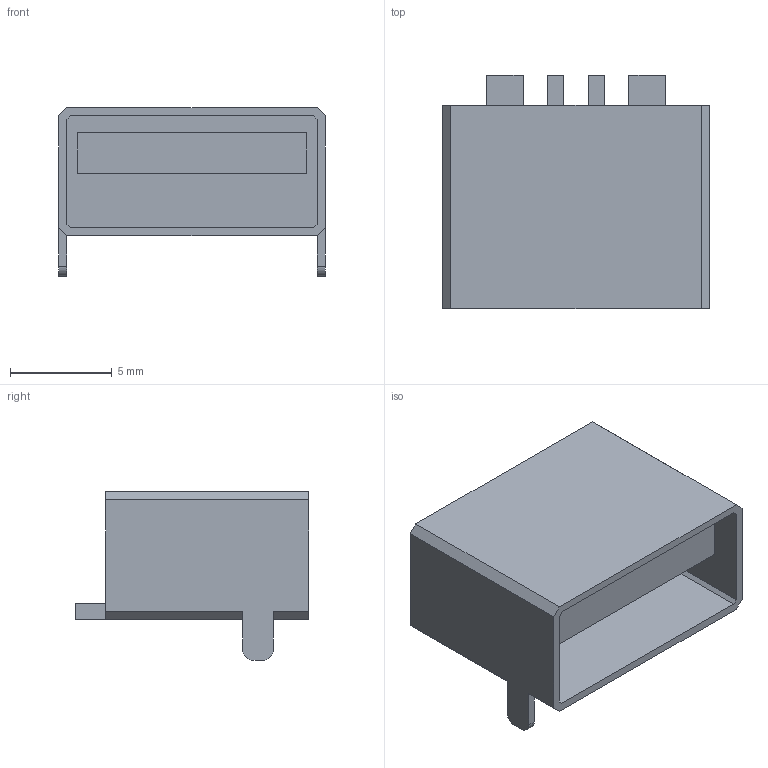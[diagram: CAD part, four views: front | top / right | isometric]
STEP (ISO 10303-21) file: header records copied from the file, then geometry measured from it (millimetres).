
FILE_DESCRIPTION(('FreeCAD Model'),'2;1');
FILE_NAME('HRO_U-A-24DS-Y-1 v1_sp.step','2020-03-02T17:02:31',('kicad StepUp'),('ksu MCAD'), 'Open CASCADE STEP processor 7.3','FreeCAD','Unknown');
FILE_SCHEMA(('AUTOMOTIVE_DESIGN { 1 0 10303 214 1 1 1 1 }'));
Length unit declared in the file: millimetre
Products named in the file (1): HRO_U-A-24DS-Y-1_v1_sp
Bounding box: 13.1 x 11.5 x 8.3 mm (x, y, z)
Volume: 403.1 mm3; surface area: 1113.1 mm2
Topology: 1 solids, 1 shells, 58 faces, 150 edges, 96 vertices
Faces by surface type: plane 54, cylinder 4
Entity records: 2146 total; most frequent: CARTESIAN_POINT 305, ORIENTED_EDGE 300, DIRECTION 276, EDGE_CURVE 150, LINE 142, VECTOR 142, VERTEX_POINT 96, AXIS2_PLACEMENT_3D 67
